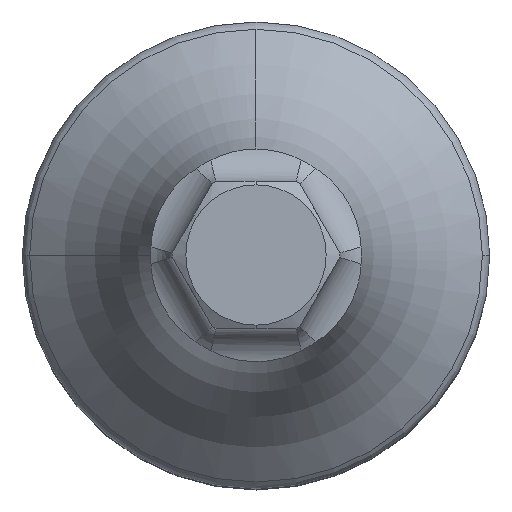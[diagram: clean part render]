
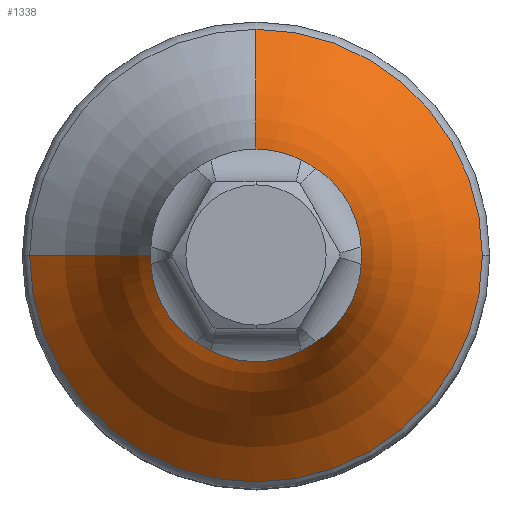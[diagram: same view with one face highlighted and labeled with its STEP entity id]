
A CAD part, top view. The second image highlights one B-rep face of the part: STEP entity #1338.
In plain terms, the highlighted toroidal (fillet/blend) face has major radius 46.1 mm and minor radius 34.6 mm.
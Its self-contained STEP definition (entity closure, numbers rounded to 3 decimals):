
#188=CARTESIAN_POINT('',(-6.914,-10.016,65.673));
#189=CARTESIAN_POINT('',(-7.321,-9.767,65.541));
#190=CARTESIAN_POINT('',(-8.163,-9.168,65.34));
#191=CARTESIAN_POINT('',(-9.453,-7.909,65.184));
#192=CARTESIAN_POINT('',(-10.698,-6.167,65.135));
#193=CARTESIAN_POINT('',(-11.577,-4.226,65.184));
#194=CARTESIAN_POINT('',(-12.021,-2.483,65.34));
#195=CARTESIAN_POINT('',(-12.119,-1.456,65.541));
#196=CARTESIAN_POINT('',(-12.131,-0.979,
65.673));
#202=CARTESIAN_POINT('',(0.,0.,44.179));
#203=DIRECTION('',(0.,0.,-1.));
#204=DIRECTION('',(1.,0.,0.));
#205=AXIS2_PLACEMENT_3D('',#202,#203,#204);
#207=CARTESIAN_POINT('',(-46.1,0.,72.45));
#208=DIRECTION('',(0.,-1.,0.));
#209=DIRECTION('',(0.577,0.,-0.817));
#210=AXIS2_PLACEMENT_3D('',#207,#208,#209);
#212=CARTESIAN_POINT('',(0.,12.279,
65.151));
#213=CARTESIAN_POINT('',(0.436,12.279,65.151));
#214=CARTESIAN_POINT('',(1.322,12.231,65.163));
#215=CARTESIAN_POINT('',(2.734,11.982,65.231));
#216=CARTESIAN_POINT('',(4.096,11.549,65.386));
#217=CARTESIAN_POINT('',(4.861,11.189,65.56));
#218=CARTESIAN_POINT('',(5.217,10.995,65.673));
#220=CARTESIAN_POINT('',(0.,0.,44.179));
#221=DIRECTION('',(0.,0.,-1.));
#222=DIRECTION('',(0.,1.,0.));
#223=AXIS2_PLACEMENT_3D('',#220,#221,#222);
#662=CARTESIAN_POINT('',(0.,46.1,72.45));
#663=DIRECTION('',(-1.,0.,0.));
#664=DIRECTION('',(0.,-0.577,-0.817));
#665=AXIS2_PLACEMENT_3D('',#662,#663,#664);
#696=CARTESIAN_POINT('',(6.914,10.016,65.673));
#703=CARTESIAN_POINT('',(5.217,10.995,65.673));
#712=CARTESIAN_POINT('',(0.,0.,65.673));
#713=DIRECTION('',(0.,0.,-1.));
#714=DIRECTION('',(0.429,0.903,0.));
#715=AXIS2_PLACEMENT_3D('',#712,#713,#714);
#717=CARTESIAN_POINT('',(12.131,0.979,65.673));
#726=CARTESIAN_POINT('',(0.,0.,65.673));
#727=DIRECTION('',(0.,0.,-1.));
#728=DIRECTION('',(0.997,0.08,0.));
#729=AXIS2_PLACEMENT_3D('',#726,#727,#728);
#738=CARTESIAN_POINT('',(12.131,-0.979,65.673));
#745=CARTESIAN_POINT('',(-5.217,-10.995,65.673));
#754=CARTESIAN_POINT('',(0.,0.,65.673));
#755=DIRECTION('',(0.,0.,-1.));
#756=DIRECTION('',(-0.429,-0.903,0.));
#757=AXIS2_PLACEMENT_3D('',#754,#755,#756);
#766=CARTESIAN_POINT('',(-6.914,-10.016,65.673));
#796=CARTESIAN_POINT('',(-12.131,-0.979,
65.673));
#805=CARTESIAN_POINT('',(0.,0.,65.673));
#806=DIRECTION('',(0.,0.,-1.));
#807=DIRECTION('',(-0.997,-0.08,0.));
#808=AXIS2_PLACEMENT_3D('',#805,#806,#807);
#824=CARTESIAN_POINT('',(6.914,-10.016,65.673));
#833=CARTESIAN_POINT('',(0.,0.,65.673));
#834=DIRECTION('',(0.,0.,-1.));
#835=DIRECTION('',(0.568,-0.823,0.));
#836=AXIS2_PLACEMENT_3D('',#833,#834,#835);
#845=CARTESIAN_POINT('',(5.217,-10.995,65.673));
#852=CARTESIAN_POINT('',(6.914,10.016,65.673));
#853=CARTESIAN_POINT('',(7.263,9.802,65.559));
#854=CARTESIAN_POINT('',(7.982,9.301,65.379));
#855=CARTESIAN_POINT('',(9.091,8.283,65.221));
#856=CARTESIAN_POINT('',(10.176,6.953,65.148));
#857=CARTESIAN_POINT('',(11.109,5.336,65.148));
#858=CARTESIAN_POINT('',(11.719,3.731,65.221));
#859=CARTESIAN_POINT('',(12.046,2.262,65.379));
#860=CARTESIAN_POINT('',(12.121,1.389,65.559));
#861=CARTESIAN_POINT('',(12.131,0.979,65.673));
#867=CARTESIAN_POINT('',(12.131,-0.979,65.673));
#868=CARTESIAN_POINT('',(12.119,-1.457,65.54));
#869=CARTESIAN_POINT('',(12.021,-2.485,65.34));
#870=CARTESIAN_POINT('',(11.576,-4.231,65.184));
#871=CARTESIAN_POINT('',(10.694,-6.174,65.135));
#872=CARTESIAN_POINT('',(9.452,-7.91,65.184));
#873=CARTESIAN_POINT('',(8.163,-9.168,65.34));
#874=CARTESIAN_POINT('',(7.321,-9.767,65.541));
#875=CARTESIAN_POINT('',(6.914,-10.016,65.673));
#881=CARTESIAN_POINT('',(5.217,-10.995,65.673));
#882=CARTESIAN_POINT('',(4.858,-11.191,65.559));
#883=CARTESIAN_POINT('',(4.065,-11.563,65.379));
#884=CARTESIAN_POINT('',(2.63,-12.014,65.221));
#885=CARTESIAN_POINT('',(0.94,-12.289,65.149));
#886=CARTESIAN_POINT('',(-0.941,-12.289,
65.149));
#887=CARTESIAN_POINT('',(-2.631,-12.014,65.221));
#888=CARTESIAN_POINT('',(-4.065,-11.563,65.379));
#889=CARTESIAN_POINT('',(-4.858,-11.191,65.559));
#890=CARTESIAN_POINT('',(-5.217,-10.995,65.673));
#1067=VERTEX_POINT('',#703);
#1071=VERTEX_POINT('',#766);
#1072=VERTEX_POINT('',#796);
#1073=VERTEX_POINT('',#845);
#1074=VERTEX_POINT('',#745);
#1075=VERTEX_POINT('',#738);
#1076=VERTEX_POINT('',#824);
#1077=VERTEX_POINT('',#696);
#1078=VERTEX_POINT('',#717);
#1079=VERTEX_POINT('',#212);
#1080=CARTESIAN_POINT('',(-12.17,0.,65.673));
#1081=VERTEX_POINT('',#1080);
#1086=CARTESIAN_POINT('',(26.153,0.,44.179));
#1087=CARTESIAN_POINT('',(-26.153,0.,
44.179));
#1088=VERTEX_POINT('',#1086);
#1089=VERTEX_POINT('',#1087);
#1090=CARTESIAN_POINT('',(0.,26.153,
44.179));
#1091=VERTEX_POINT('',#1090);
#1304=CARTESIAN_POINT('',(0.,0.,72.45));
#1305=DIRECTION('',(0.,0.,1.));
#1306=DIRECTION('',(-0.016,-1.,0.));
#1307=AXIS2_PLACEMENT_3D('',#1304,#1305,#1306);
#1308=TOROIDAL_SURFACE('',#1307,46.1,34.6);
#1310=ORIENTED_EDGE('',*,*,#1309,.T.);
#1312=ORIENTED_EDGE('',*,*,#1311,.T.);
#1314=ORIENTED_EDGE('',*,*,#1313,.F.);
#1315=ORIENTED_EDGE('',*,*,#1294,.F.);
#1317=ORIENTED_EDGE('',*,*,#1316,.F.);
#1319=ORIENTED_EDGE('',*,*,#1318,.F.);
#1321=ORIENTED_EDGE('',*,*,#1320,.F.);
#1323=ORIENTED_EDGE('',*,*,#1322,.F.);
#1325=ORIENTED_EDGE('',*,*,#1324,.F.);
#1327=ORIENTED_EDGE('',*,*,#1326,.F.);
#1329=ORIENTED_EDGE('',*,*,#1328,.F.);
#1331=ORIENTED_EDGE('',*,*,#1330,.F.);
#1333=ORIENTED_EDGE('',*,*,#1332,.F.);
#1335=ORIENTED_EDGE('',*,*,#1334,.T.);
#1336=EDGE_LOOP('',(#1310,#1312,#1314,#1315,#1317,#1319,#1321,#1323,#1325,#1327,
#1329,#1331,#1333,#1335));
#1337=FACE_OUTER_BOUND('',#1336,.F.);
#1338=ADVANCED_FACE('',(#1337),#1308,.F.);
#197=B_SPLINE_CURVE_WITH_KNOTS('',3,(#188,#189,#190,#191,#192,#193,#194,#195,
#196),.UNSPECIFIED.,.F.,.F.,(4,1,1,1,1,1,4),(0.,0.167,
0.333,0.5,0.667,0.833,1.),
.UNSPECIFIED.);
#206=CIRCLE('',#205,26.153);
#211=CIRCLE('',#210,34.6);
#219=B_SPLINE_CURVE_WITH_KNOTS('',3,(#212,#213,#214,#215,#216,#217,#218),
.UNSPECIFIED.,.F.,.F.,(4,1,1,1,4),(0.,0.25,0.5,0.75,1.),
.UNSPECIFIED.);
#224=CIRCLE('',#223,26.153);
#666=CIRCLE('',#665,34.6);
#716=CIRCLE('',#715,12.17);
#730=CIRCLE('',#729,12.17);
#758=CIRCLE('',#757,12.17);
#809=CIRCLE('',#808,12.17);
#837=CIRCLE('',#836,12.17);
#862=B_SPLINE_CURVE_WITH_KNOTS('',3,(#852,#853,#854,#855,#856,#857,#858,#859,
#860,#861),.UNSPECIFIED.,.F.,.F.,(4,1,1,1,1,1,1,4),(0.,0.143,
0.286,0.429,0.571,0.714,
0.857,1.),.UNSPECIFIED.);
#876=B_SPLINE_CURVE_WITH_KNOTS('',3,(#867,#868,#869,#870,#871,#872,#873,#874,
#875),.UNSPECIFIED.,.F.,.F.,(4,1,1,1,1,1,4),(0.,0.167,
0.333,0.5,0.667,0.833,1.),
.UNSPECIFIED.);
#891=B_SPLINE_CURVE_WITH_KNOTS('',3,(#881,#882,#883,#884,#885,#886,#887,#888,
#889,#890),.UNSPECIFIED.,.F.,.F.,(4,1,1,1,1,1,1,4),(0.,0.143,
0.286,0.429,0.571,0.714,
0.857,1.),.UNSPECIFIED.);
#1294=EDGE_CURVE('',#1071,#1072,#197,.T.);
#1309=EDGE_CURVE('',#1088,#1089,#206,.T.);
#1311=EDGE_CURVE('',#1089,#1081,#211,.T.);
#1313=EDGE_CURVE('',#1072,#1081,#809,.T.);
#1316=EDGE_CURVE('',#1074,#1071,#758,.T.);
#1318=EDGE_CURVE('',#1073,#1074,#891,.T.);
#1320=EDGE_CURVE('',#1076,#1073,#837,.T.);
#1322=EDGE_CURVE('',#1075,#1076,#876,.T.);
#1324=EDGE_CURVE('',#1078,#1075,#730,.T.);
#1326=EDGE_CURVE('',#1077,#1078,#862,.T.);
#1328=EDGE_CURVE('',#1067,#1077,#716,.T.);
#1330=EDGE_CURVE('',#1079,#1067,#219,.T.);
#1332=EDGE_CURVE('',#1091,#1079,#666,.T.);
#1334=EDGE_CURVE('',#1091,#1088,#224,.T.);
